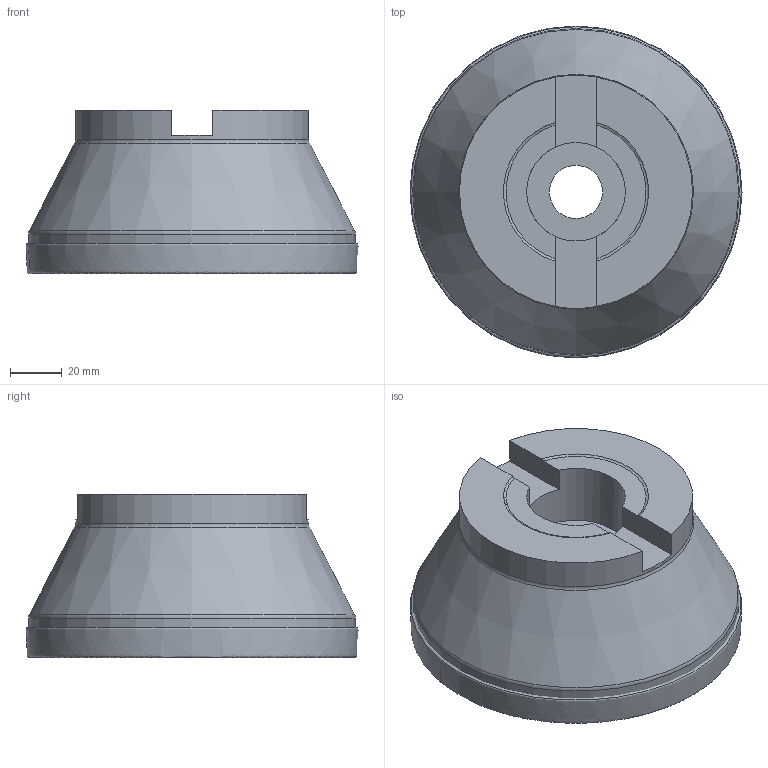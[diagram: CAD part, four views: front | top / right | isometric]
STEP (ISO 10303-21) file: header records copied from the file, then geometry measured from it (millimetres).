
FILE_DESCRIPTION(/* description */ (''),/* implementation_level */ '2;1');
FILE_NAME(/* name */ 'R220.88-05.00-12-13SAP_Basic.stp',/* time_stamp */ '2022-05-17T15:14:32+06:00',/* author */ (''),/* organization */ (''),/* preprocessor_version */ 'ST-DEVELOPER v16.7',/* originating_system */ 'SIEMENS PLM Software NX 12.0',/* authorisation */ '');
FILE_SCHEMA (('AUTOMOTIVE_DESIGN { 1 0 10303 214 3 1 1 1 }'));
Length unit declared in the file: millimetre
Products named in the file (4): CUT; NOCUT; ASSEMBLY_CONSTRUCTION; inpuCC44630Fiuyk
Assembly tree (3 placements, depth 2):
  inpuCC44630Fiuyk
    ASSEMBLY_CONSTRUCTION
    NOCUT
    CUT
Bounding box: 128.14 x 128.14 x 63.01 mm (x, y, z)
Volume: 544413.1 mm3; surface area: 63908 mm2
Topology: 2 solids, 2 shells, 30 faces, 75 edges, 67 vertices
Faces by surface type: plane 13, torus 7, cylinder 4, cone 4, revolution 2
Full cylindrical faces by diameter (mm): 20.5 x1, 32 x1, 38.1 x1, 90 x1
Entity records: 1582 total; most frequent: CARTESIAN_POINT 582, DIRECTION 194, ORIENTED_EDGE 106, AXIS2_PLACEMENT_3D 86, EDGE_CURVE 53, EDGE_LOOP 48, STYLED_ITEM 47, PRESENTATION_STYLE_ASSIGNMENT 47
